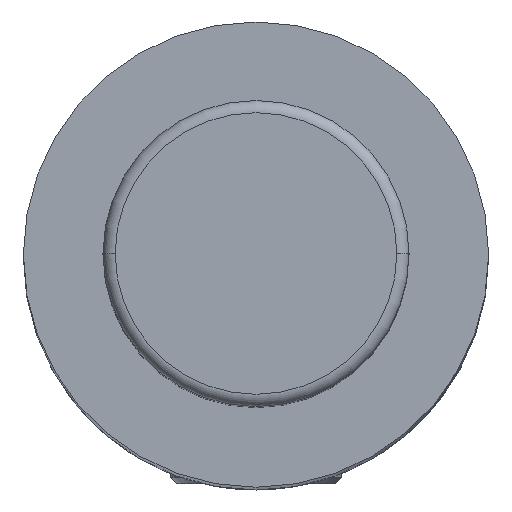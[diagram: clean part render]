
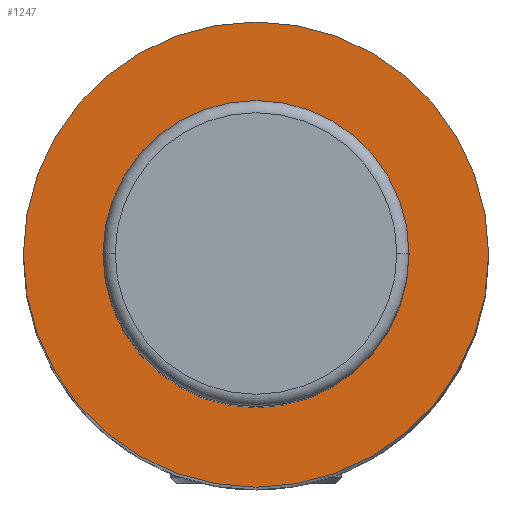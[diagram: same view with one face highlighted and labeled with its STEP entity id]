
A CAD part, top view. The second image highlights one B-rep face of the part: STEP entity #1247.
In plain terms, the highlighted planar face has unit normal (0, 0, 1).
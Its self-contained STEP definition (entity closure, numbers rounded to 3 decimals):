
#5 = CARTESIAN_POINT ( 'NONE',  ( -19., 0., 128. ) ) ;
#155 = ORIENTED_EDGE ( 'NONE', *, *, #1371, .T. ) ;
#259 = EDGE_CURVE ( 'NONE', #2417, #1536, #1758, .T. ) ;
#276 = CIRCLE ( 'NONE', #777, 12.5 ) ;
#400 = CARTESIAN_POINT ( 'NONE',  ( -12.5, 0., 128. ) ) ;
#495 = CARTESIAN_POINT ( 'NONE',  ( 0., 0., 128. ) ) ;
#602 = DIRECTION ( 'NONE',  ( 0., 0., 1. ) ) ;
#695 = DIRECTION ( 'NONE',  ( 0., 0., -1. ) ) ;
#705 = DIRECTION ( 'NONE',  ( -1., 0., 0. ) ) ;
#710 = DIRECTION ( 'NONE',  ( 0., 0., -1. ) ) ;
#762 = VERTEX_POINT ( 'NONE', #1238 ) ;
#777 = AXIS2_PLACEMENT_3D ( 'NONE', #1836, #695, #2042 ) ;
#810 = EDGE_LOOP ( 'NONE', ( #2400, #2471 ) ) ;
#900 = DIRECTION ( 'NONE',  ( 0., 0., -1. ) ) ;
#927 = CARTESIAN_POINT ( 'NONE',  ( -12.5, 0., 128. ) ) ;
#1006 = VERTEX_POINT ( 'NONE', #927 ) ;
#1027 = CIRCLE ( 'NONE', #1188, 19. ) ;
#1053 = AXIS2_PLACEMENT_3D ( 'NONE', #2055, #900, #2244 ) ;
#1188 = AXIS2_PLACEMENT_3D ( 'NONE', #1858, #710, #2062 ) ;
#1238 = CARTESIAN_POINT ( 'NONE',  ( 12.5, 0., 128. ) ) ;
#1247 = ADVANCED_FACE ( 'NONE', ( #1818, #1390 ), #1584, .T. ) ;
#1250 = ORIENTED_EDGE ( 'NONE', *, *, #1340, .T. ) ;
#1279 = EDGE_LOOP ( 'NONE', ( #1250, #155 ) ) ;
#1340 = EDGE_CURVE ( 'NONE', #1006, #762, #276, .T. ) ;
#1371 = EDGE_CURVE ( 'NONE', #762, #1006, #1599, .T. ) ;
#1390 = FACE_OUTER_BOUND ( 'NONE', #810, .T. ) ;
#1413 = EDGE_CURVE ( 'NONE', #1536, #2417, #1027, .T. ) ;
#1536 = VERTEX_POINT ( 'NONE', #5 ) ;
#1584 = PLANE ( 'NONE',  #1990 ) ;
#1599 = CIRCLE ( 'NONE', #1053, 12.5 ) ;
#1758 = CIRCLE ( 'NONE', #2324, 19. ) ;
#1818 = FACE_BOUND ( 'NONE', #1279, .T. ) ;
#1836 = CARTESIAN_POINT ( 'NONE',  ( 0., 0., 128. ) ) ;
#1852 = DIRECTION ( 'NONE',  ( 0., 0., -1. ) ) ;
#1858 = CARTESIAN_POINT ( 'NONE',  ( 0., 0., 128. ) ) ;
#1950 = DIRECTION ( 'NONE',  ( 1., 0., 0. ) ) ;
#1990 = AXIS2_PLACEMENT_3D ( 'NONE', #400, #602, #1950 ) ;
#2042 = DIRECTION ( 'NONE',  ( -1., 0., 0. ) ) ;
#2055 = CARTESIAN_POINT ( 'NONE',  ( 0., 0., 128. ) ) ;
#2062 = DIRECTION ( 'NONE',  ( -1., 0., 0. ) ) ;
#2244 = DIRECTION ( 'NONE',  ( -1., 0., 0. ) ) ;
#2324 = AXIS2_PLACEMENT_3D ( 'NONE', #495, #1852, #705 ) ;
#2400 = ORIENTED_EDGE ( 'NONE', *, *, #1413, .F. ) ;
#2417 = VERTEX_POINT ( 'NONE', #2444 ) ;
#2444 = CARTESIAN_POINT ( 'NONE',  ( 19., 0., 128. ) ) ;
#2471 = ORIENTED_EDGE ( 'NONE', *, *, #259, .F. ) ;
